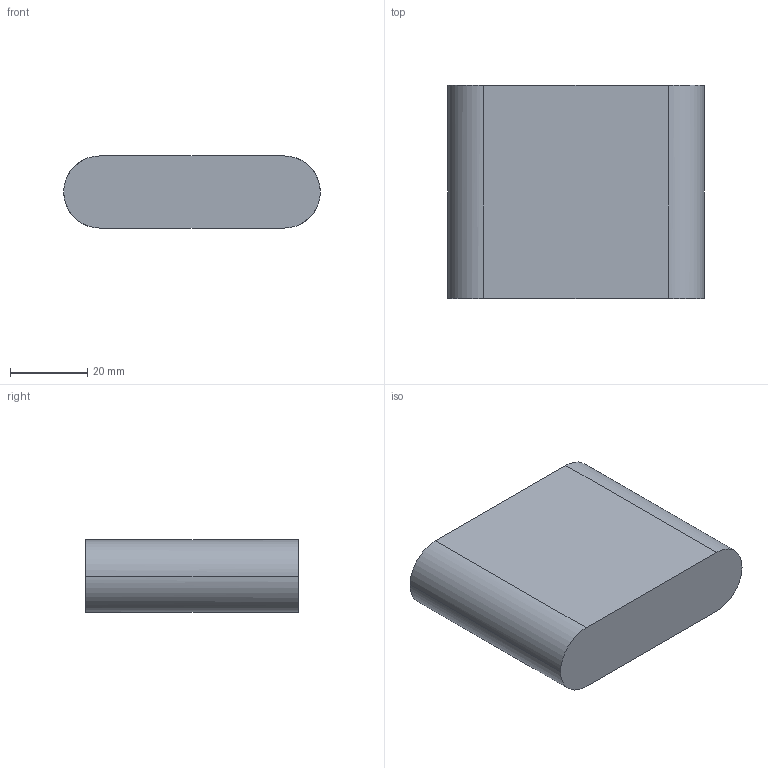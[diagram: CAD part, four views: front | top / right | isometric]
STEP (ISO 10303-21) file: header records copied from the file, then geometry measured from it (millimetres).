
FILE_DESCRIPTION(/* description */ (''),/* implementation_level */ '2;1');
FILE_NAME(/* name */ 'EP-01 battery',/* time_stamp */ '2025-01-14T18:48:22-08:00',/* author */ (''),/* organization */ (''),/* preprocessor_version */ 'ST-DEVELOPER v16.5',/* originating_system */ 'Rhino 7.37',/* authorisation */ '');
FILE_SCHEMA (('CONFIG_CONTROL_DESIGN'));
Length unit declared in the file: millimetre
Products named in the file (1): Document
Bounding box: 66.6 x 55.3 x 18.7 mm (x, y, z)
Volume: 64721.8 mm3; surface area: 10887.2 mm2
Topology: 1 solids, 1 shells, 8 faces, 18 edges, 12 vertices
Faces by surface type: plane 4, cylinder 4
Entity records: 280 total; most frequent: CARTESIAN_POINT 66, ORIENTED_EDGE 36, EDGE_CURVE 18, VERTEX_POINT 12, DIRECTION 12, AXIS2_PLACEMENT_3D 10, ADVANCED_FACE 8, FACE_OUTER_BOUND 8
